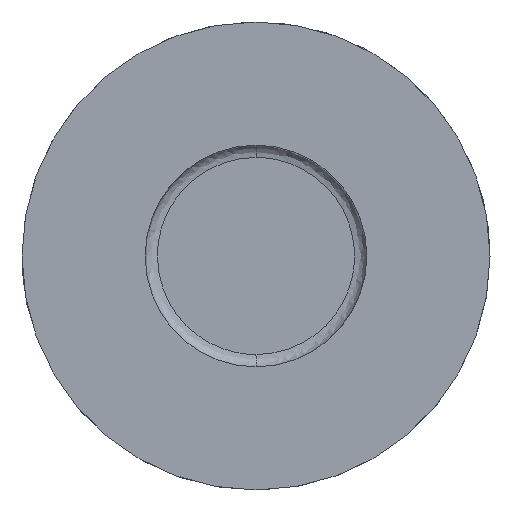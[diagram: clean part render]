
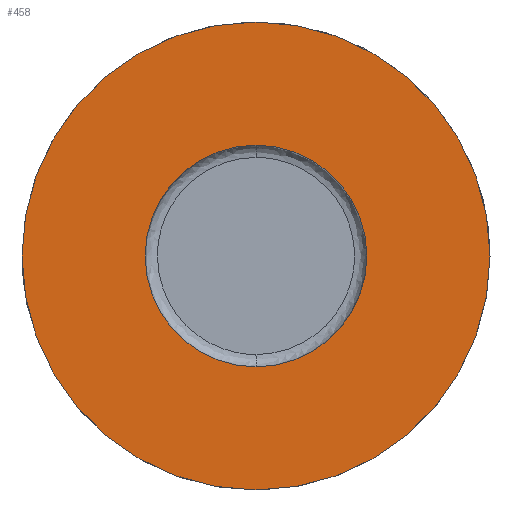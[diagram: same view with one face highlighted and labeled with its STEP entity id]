
A CAD part, front view. The second image highlights one B-rep face of the part: STEP entity #458.
In plain terms, the highlighted planar face has unit normal (0, -1, 0).
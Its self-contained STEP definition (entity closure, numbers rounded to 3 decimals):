
#18 = DIRECTION ( 'NONE',  ( 0., 1., 0. ) ) ;
#30 = DIRECTION ( 'NONE',  ( 0., 0., -1. ) ) ;
#36 = CARTESIAN_POINT ( 'NONE',  ( 0., 0., -4.75 ) ) ;
#70 = VERTEX_POINT ( 'NONE', #36 ) ;
#79 = DIRECTION ( 'NONE',  ( 0., -1., 0. ) ) ;
#82 = FACE_BOUND ( 'NONE', #652, .T. ) ;
#111 = CARTESIAN_POINT ( 'NONE',  ( 0., 0., -2.25 ) ) ;
#119 = VERTEX_POINT ( 'NONE', #587 ) ;
#123 = CIRCLE ( 'NONE', #166, 2.25 ) ;
#133 = CIRCLE ( 'NONE', #582, 4.75 ) ;
#152 = VERTEX_POINT ( 'NONE', #111 ) ;
#166 = AXIS2_PLACEMENT_3D ( 'NONE', #569, #174, #326 ) ;
#174 = DIRECTION ( 'NONE',  ( 0., 1., 0. ) ) ;
#175 = AXIS2_PLACEMENT_3D ( 'NONE', #626, #572, #226 ) ;
#181 = CARTESIAN_POINT ( 'NONE',  ( 0., 0., 0. ) ) ;
#204 = ORIENTED_EDGE ( 'NONE', *, *, #433, .T. ) ;
#206 = AXIS2_PLACEMENT_3D ( 'NONE', #386, #79, #30 ) ;
#214 = ORIENTED_EDGE ( 'NONE', *, *, #371, .F. ) ;
#226 = DIRECTION ( 'NONE',  ( 0., 0., 1. ) ) ;
#235 = ORIENTED_EDGE ( 'NONE', *, *, #290, .T. ) ;
#277 = DIRECTION ( 'NONE',  ( 0., 0., 1. ) ) ;
#290 = EDGE_CURVE ( 'NONE', #119, #152, #123, .T. ) ;
#326 = DIRECTION ( 'NONE',  ( 0., 0., 1. ) ) ;
#338 = DIRECTION ( 'NONE',  ( 0., 0., 1. ) ) ;
#340 = PLANE ( 'NONE',  #206 ) ;
#358 = EDGE_CURVE ( 'NONE', #70, #513, #133, .T. ) ;
#371 = EDGE_CURVE ( 'NONE', #513, #70, #385, .T. ) ;
#374 = FACE_OUTER_BOUND ( 'NONE', #533, .T. ) ;
#385 = CIRCLE ( 'NONE', #622, 4.75 ) ;
#386 = CARTESIAN_POINT ( 'NONE',  ( -3.5, 0., 0. ) ) ;
#433 = EDGE_CURVE ( 'NONE', #152, #119, #511, .T. ) ;
#434 = CARTESIAN_POINT ( 'NONE',  ( 0., 0., 0. ) ) ;
#458 = ADVANCED_FACE ( 'NONE', ( #82, #374 ), #340, .T. ) ;
#495 = ORIENTED_EDGE ( 'NONE', *, *, #358, .F. ) ;
#511 = CIRCLE ( 'NONE', #175, 2.25 ) ;
#513 = VERTEX_POINT ( 'NONE', #653 ) ;
#533 = EDGE_LOOP ( 'NONE', ( #214, #495 ) ) ;
#569 = CARTESIAN_POINT ( 'NONE',  ( 0., 0., 0. ) ) ;
#572 = DIRECTION ( 'NONE',  ( 0., 1., 0. ) ) ;
#576 = DIRECTION ( 'NONE',  ( 0., 1., 0. ) ) ;
#582 = AXIS2_PLACEMENT_3D ( 'NONE', #181, #18, #338 ) ;
#587 = CARTESIAN_POINT ( 'NONE',  ( 0., 0., 2.25 ) ) ;
#622 = AXIS2_PLACEMENT_3D ( 'NONE', #434, #576, #277 ) ;
#626 = CARTESIAN_POINT ( 'NONE',  ( 0., 0., 0. ) ) ;
#652 = EDGE_LOOP ( 'NONE', ( #235, #204 ) ) ;
#653 = CARTESIAN_POINT ( 'NONE',  ( 0., 0., 4.75 ) ) ;
